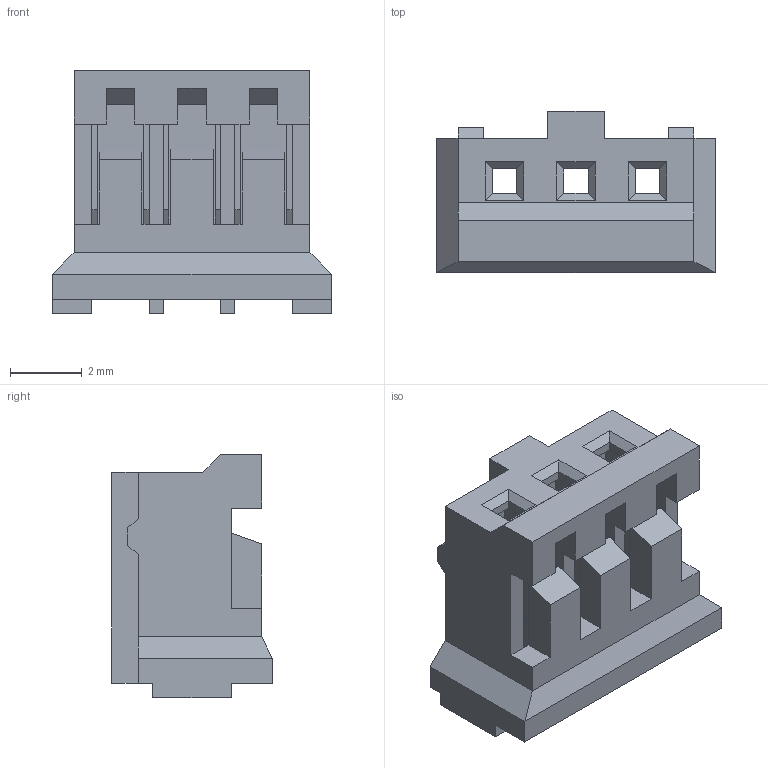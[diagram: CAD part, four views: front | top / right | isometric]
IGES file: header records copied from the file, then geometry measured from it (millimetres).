
Start section:  PTC IGES file: js-1124-03.igs
Global section: file name: js-1124-03.igs; native system: Pro/ENGINEER by Parametric Technology Corporation; preprocessor: 2008150; author: user; organization: Unknown; date: 20120920.165844; units: millimetre
Bounding box: 7.8 x 4.5 x 6.8 mm (x, y, z)
Surface area: 344.9 mm2 (no closed solid volume)
Topology: 0 solids, 0 shells, 154 faces, 880 edges, 880 vertices
Faces by surface type: bspline 154
